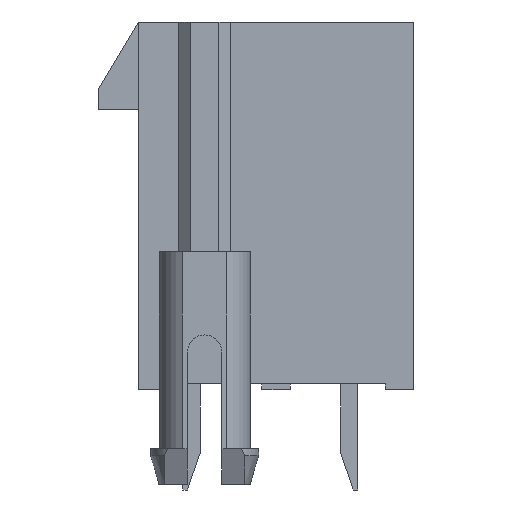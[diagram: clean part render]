
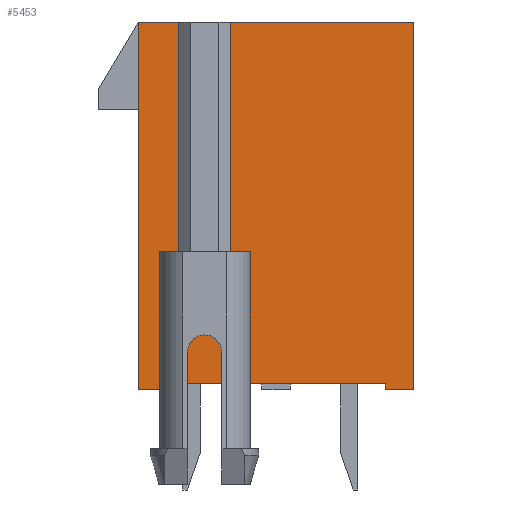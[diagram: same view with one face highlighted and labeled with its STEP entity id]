
A CAD part, left-side view. The second image highlights one B-rep face of the part: STEP entity #5453.
In plain terms, the highlighted planar face has unit normal (-1, 0, 0).
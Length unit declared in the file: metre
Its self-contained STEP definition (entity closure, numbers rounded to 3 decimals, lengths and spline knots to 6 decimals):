
#2569 = EDGE_CURVE( '', #7269, #7270, #7271, .T. );
#2773 = EDGE_CURVE( '', #7641, #7642, #7643, .T. );
#3007 = EDGE_CURVE( '', #7642, #8055, #8056, .T. );
#3133 = EDGE_CURVE( '', #8264, #8025, #8265, .T. );
#3233 = EDGE_CURVE( '', #8438, #8439, #8440, .T. );
#3861 = EDGE_CURVE( '', #9033, #9442, #9443, .T. );
#4287 = EDGE_CURVE( '', #9442, #10044, #10045, .T. );
#4703 = EDGE_CURVE( '', #7270, #7904, #10609, .T. );
#4975 = EDGE_CURVE( '', #8439, #7090, #10976, .T. );
#5109 = EDGE_CURVE( '', #9033, #7904, #11144, .T. );
#5453 = ADVANCED_FACE( '', ( #11576 ), #11577, .F. );
#5493 = EDGE_CURVE( '', #11625, #8438, #11626, .T. );
#5909 = EDGE_CURVE( '', #11625, #8264, #12132, .T. );
#6275 = EDGE_CURVE( '', #10044, #8055, #12570, .T. );
#6465 = EDGE_CURVE( '', #9020, #8025, #12785, .T. );
#6581 = EDGE_CURVE( '', #7090, #7269, #12924, .T. );
#6605 = EDGE_CURVE( '', #7641, #9020, #12949, .T. );
#7090 = VERTEX_POINT( '', #13476 );
#7269 = VERTEX_POINT( '', #13714 );
#7270 = VERTEX_POINT( '', #13715 );
#7271 = LINE( '', #13716, #13717 );
#7641 = VERTEX_POINT( '', #14219 );
#7642 = VERTEX_POINT( '', #14220 );
#7643 = LINE( '', #14221, #14222 );
#7904 = VERTEX_POINT( '', #14592 );
#8025 = VERTEX_POINT( '', #14768 );
#8055 = VERTEX_POINT( '', #14807 );
#8056 = LINE( '', #14808, #14809 );
#8264 = VERTEX_POINT( '', #15112 );
#8265 = LINE( '', #15113, #15114 );
#8438 = VERTEX_POINT( '', #15361 );
#8439 = VERTEX_POINT( '', #15362 );
#8440 = LINE( '', #15363, #15364 );
#9020 = VERTEX_POINT( '', #16168 );
#9033 = VERTEX_POINT( '', #16181 );
#9442 = VERTEX_POINT( '', #16783 );
#9443 = LINE( '', #16784, #16785 );
#10044 = VERTEX_POINT( '', #17706 );
#10045 = LINE( '', #17707, #17708 );
#10609 = LINE( '', #18568, #18569 );
#10976 = LINE( '', #19116, #19117 );
#11144 = LINE( '', #19376, #19377 );
#11576 = FACE_OUTER_BOUND( '', #20057, .T. );
#11577 = PLANE( '', #20058 );
#11625 = VERTEX_POINT( '', #20137 );
#11626 = LINE( '', #20138, #20139 );
#12132 = LINE( '', #20922, #20923 );
#12570 = LINE( '', #21610, #21611 );
#12785 = LINE( '', #21972, #21973 );
#12924 = LINE( '', #22185, #22186 );
#12949 = LINE( '', #22232, #22233 );
#13476 = CARTESIAN_POINT( '', ( -0.0216, -0.004787, 0.000009 ) );
#13714 = CARTESIAN_POINT( '', ( -0.0216, -0.003787, 0.000009 ) );
#13715 = CARTESIAN_POINT( '', ( -0.0216, -0.003787, 0.000209 ) );
#13716 = CARTESIAN_POINT( '', ( -0.0216, -0.003787, 0.000009 ) );
#13717 = VECTOR( '', #22946, 1. );
#14219 = CARTESIAN_POINT( '', ( -0.0216, 0.003638, 0.004809 ) );
#14220 = CARTESIAN_POINT( '', ( -0.0216, 0.003403, 0.004809 ) );
#14221 = CARTESIAN_POINT( '', ( -0.0216, 0.003638, 0.004809 ) );
#14222 = VECTOR( '', #23319, 1. );
#14592 = CARTESIAN_POINT( '', ( -0.0216, 0.003813, 0.000209 ) );
#14768 = CARTESIAN_POINT( '', ( -0.0216, 0.001368, 0.002709 ) );
#14807 = CARTESIAN_POINT( '', ( -0.0216, 0.003403, 0.012809 ) );
#14808 = CARTESIAN_POINT( '', ( -0.0216, 0.003403, 0.004809 ) );
#14809 = VECTOR( '', #23659, 1. );
#15112 = CARTESIAN_POINT( '', ( -0.0216, 0.001368, 0.004809 ) );
#15113 = CARTESIAN_POINT( '', ( -0.0216, 0.001368, 0.004809 ) );
#15114 = VECTOR( '', #23826, 1. );
#15361 = CARTESIAN_POINT( '', ( -0.0216, 0.001603, 0.012809 ) );
#15362 = CARTESIAN_POINT( '', ( -0.0216, -0.004787, 0.012809 ) );
#15363 = CARTESIAN_POINT( '', ( -0.0216, 0.001603, 0.012809 ) );
#15364 = VECTOR( '', #23969, 1. );
#16168 = CARTESIAN_POINT( '', ( -0.0216, 0.003638, 0.002709 ) );
#16181 = CARTESIAN_POINT( '', ( -0.0216, 0.003813, 0.000009 ) );
#16783 = CARTESIAN_POINT( '', ( -0.0216, 0.004813, 0.000009 ) );
#16784 = CARTESIAN_POINT( '', ( -0.0216, 0.003813, 0.000009 ) );
#16785 = VECTOR( '', #25084, 1. );
#17706 = CARTESIAN_POINT( '', ( -0.0216, 0.004813, 0.012809 ) );
#17707 = CARTESIAN_POINT( '', ( -0.0216, 0.004813, 0.000009 ) );
#17708 = VECTOR( '', #25658, 1. );
#18568 = CARTESIAN_POINT( '', ( -0.0216, -0.003787, 0.000209 ) );
#18569 = VECTOR( '', #26342, 1. );
#19116 = CARTESIAN_POINT( '', ( -0.0216, -0.004787, 0.012809 ) );
#19117 = VECTOR( '', #26791, 1. );
#19376 = CARTESIAN_POINT( '', ( -0.0216, 0.003813, 0.000009 ) );
#19377 = VECTOR( '', #27016, 1. );
#20057 = EDGE_LOOP( '', ( #27528, #27529, #27530, #27531, #27532, #27533, #27534, #27535, #27536, #27537, #27538, #27539, #27540, #27541, #27542, #27543 ) );
#20058 = AXIS2_PLACEMENT_3D( '', #27544, #27545, #27546 );
#20137 = CARTESIAN_POINT( '', ( -0.0216, 0.001603, 0.004809 ) );
#20138 = CARTESIAN_POINT( '', ( -0.0216, 0.001603, 0.004809 ) );
#20139 = VECTOR( '', #27601, 1. );
#20922 = CARTESIAN_POINT( '', ( -0.0216, 0.001603, 0.004809 ) );
#20923 = VECTOR( '', #28351, 1. );
#21610 = CARTESIAN_POINT( '', ( -0.0216, 0.004813, 0.012809 ) );
#21611 = VECTOR( '', #28983, 1. );
#21972 = CARTESIAN_POINT( '', ( -0.0216, 0.003638, 0.002709 ) );
#21973 = VECTOR( '', #29244, 1. );
#22185 = CARTESIAN_POINT( '', ( -0.0216, -0.004787, 0.000009 ) );
#22186 = VECTOR( '', #29490, 1. );
#22232 = CARTESIAN_POINT( '', ( -0.0216, 0.003638, 0.004809 ) );
#22233 = VECTOR( '', #29509, 1. );
#22946 = DIRECTION( '', ( 0., 0., 1. ) );
#23319 = DIRECTION( '', ( 0., -1., 0. ) );
#23659 = DIRECTION( '', ( 0., 0., 1. ) );
#23826 = DIRECTION( '', ( 0., 0., -1. ) );
#23969 = DIRECTION( '', ( 0., -1., 0. ) );
#25084 = DIRECTION( '', ( 0., 1., 0. ) );
#25658 = DIRECTION( '', ( 0., 0., 1. ) );
#26342 = DIRECTION( '', ( 0., 1., 0. ) );
#26791 = DIRECTION( '', ( 0., 0., -1. ) );
#27016 = DIRECTION( '', ( 0., 0., 1. ) );
#27528 = ORIENTED_EDGE( '', *, *, #2569, .F. );
#27529 = ORIENTED_EDGE( '', *, *, #6581, .F. );
#27530 = ORIENTED_EDGE( '', *, *, #4975, .F. );
#27531 = ORIENTED_EDGE( '', *, *, #3233, .F. );
#27532 = ORIENTED_EDGE( '', *, *, #5493, .F. );
#27533 = ORIENTED_EDGE( '', *, *, #5909, .T. );
#27534 = ORIENTED_EDGE( '', *, *, #3133, .T. );
#27535 = ORIENTED_EDGE( '', *, *, #6465, .F. );
#27536 = ORIENTED_EDGE( '', *, *, #6605, .F. );
#27537 = ORIENTED_EDGE( '', *, *, #2773, .T. );
#27538 = ORIENTED_EDGE( '', *, *, #3007, .T. );
#27539 = ORIENTED_EDGE( '', *, *, #6275, .F. );
#27540 = ORIENTED_EDGE( '', *, *, #4287, .F. );
#27541 = ORIENTED_EDGE( '', *, *, #3861, .F. );
#27542 = ORIENTED_EDGE( '', *, *, #5109, .T. );
#27543 = ORIENTED_EDGE( '', *, *, #4703, .F. );
#27544 = CARTESIAN_POINT( '', ( -0.0216, 0.000013, 0.000009 ) );
#27545 = DIRECTION( '', ( 1., 0., 0. ) );
#27546 = DIRECTION( '', ( 0., 1., 0. ) );
#27601 = DIRECTION( '', ( 0., 0., 1. ) );
#28351 = DIRECTION( '', ( 0., -1., 0. ) );
#28983 = DIRECTION( '', ( 0., -1., 0. ) );
#29244 = DIRECTION( '', ( 0., -1., 0. ) );
#29490 = DIRECTION( '', ( 0., 1., 0. ) );
#29509 = DIRECTION( '', ( 0., 0., -1. ) );
